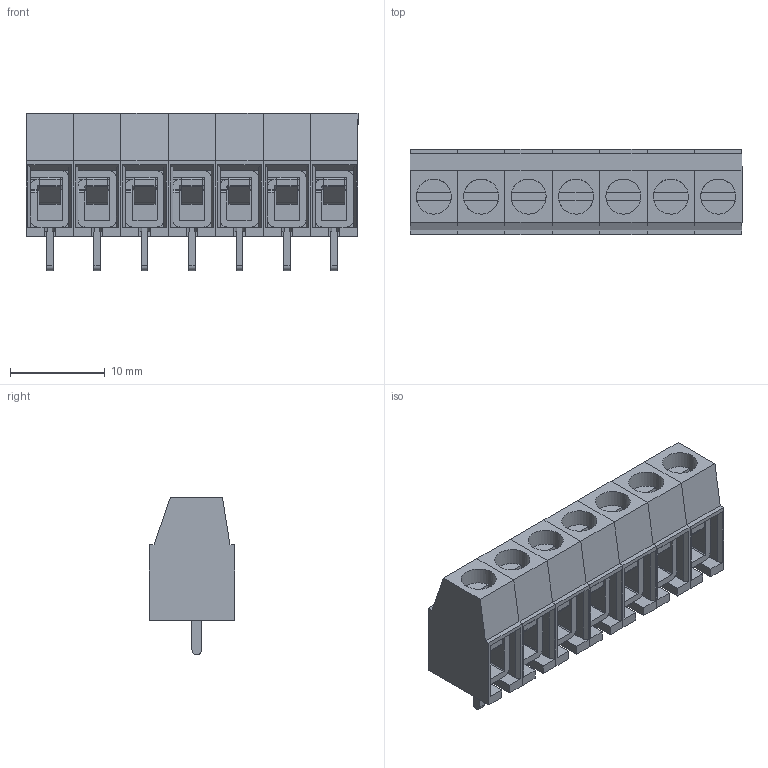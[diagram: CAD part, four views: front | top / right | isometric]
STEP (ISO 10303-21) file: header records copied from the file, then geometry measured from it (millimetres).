
FILE_DESCRIPTION(/* description */ ('Unknown'),/* implementation_level */ '2;1');
FILE_NAME(/* name */ '691133710007',/* time_stamp */ '2021-04-12T11:11:43+02:00',/* author */ ('Unknown'),/* organization */ ('Unknown'),/* preprocessor_version */ 'ST-DEVELOPER v16.7',/* originating_system */ 'Solid Edge',/* authorisation */ 'Unknown');
FILE_SCHEMA (('AUTOMOTIVE_DESIGN {1 0 10303 214 3 1 1}'));
Length unit declared in the file: millimetre
Products named in the file (4): 6911337100xx; 6911337100xx_DX; 6911337100xx_SX; 6911337100xx_CNT
Assembly tree (7 placements, depth 2):
  6911337100xx
    6911337100xx_DX
    6911337100xx_SX
    6911337100xx_CNT  x5
Bounding box: 35 x 9 x 16.6 mm (x, y, z)
Volume: 2810.9 mm3; surface area: 4716.5 mm2
Topology: 7 solids, 7 shells, 574 faces, 1764 edges, 1162 vertices
Faces by surface type: plane 420, cylinder 140, cone 14
Full cylindrical faces by diameter (mm): 3.7 x7
Entity records: 10916 total; most frequent: CARTESIAN_POINT 2225, ORIENTED_EDGE 1500, DIRECTION 1384, EDGE_CURVE 750, LINE 594, VECTOR 594, VERTEX_POINT 495, AXIS2_PLACEMENT_3D 395
